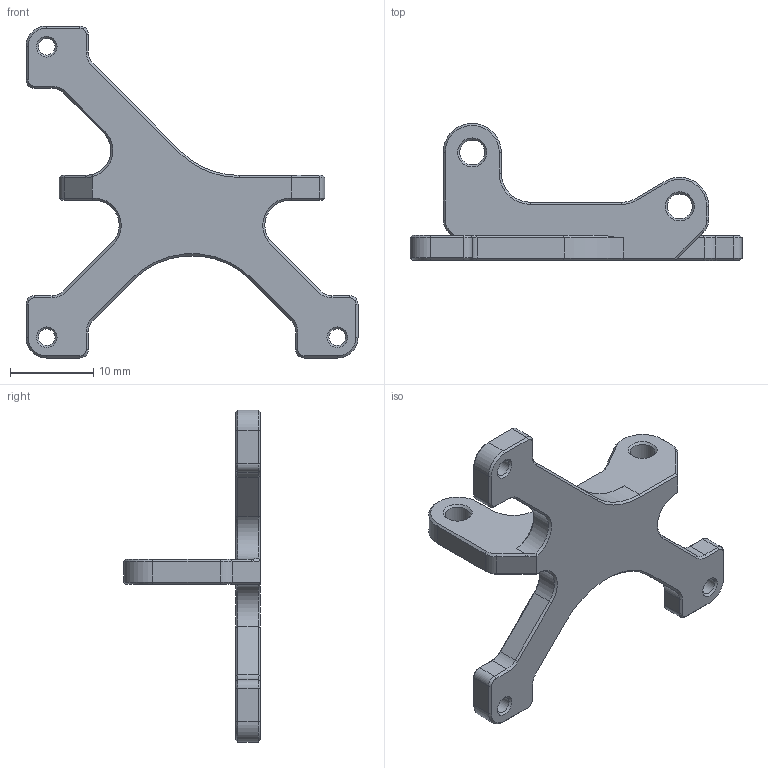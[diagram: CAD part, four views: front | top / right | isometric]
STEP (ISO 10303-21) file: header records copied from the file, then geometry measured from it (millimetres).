
FILE_DESCRIPTION(/* description */ (''),/* implementation_level */ '2;1');
FILE_NAME(/* name */ 'V6 PCF Fan Bracket.step',/* time_stamp */ '2019-07-31T12:58:25+01:00',/* author */ (''),/* organization */ (''),/* preprocessor_version */ 'ST-DEVELOPER v18',/* originating_system */ 'Autodesk Translation Framework v8.2.0.1029',/* authorisation */ '');
FILE_SCHEMA (('AUTOMOTIVE_DESIGN { 1 0 10303 214 3 1 1 }'));
Length unit declared in the file: millimetre
Products named in the file (2): V6 PCF Fan Bracket; V6 PCF Fan Bracket_1
Assembly tree (1 placements, depth 2):
  V6 PCF Fan Bracket
    V6 PCF Fan Bracket_1
Bounding box: 40 x 16.5 x 40 mm (x, y, z)
Volume: 2193 mm3; surface area: 2143.8 mm2
Topology: 1 solids, 1 shells, 176 faces, 413 edges, 239 vertices
Faces by surface type: plane 81, cone 62, cylinder 31, bspline 2
Full cylindrical faces by diameter (mm): 2 x3, 3 x2
Entity records: 5021 total; most frequent: CARTESIAN_POINT 898, DIRECTION 879, ORIENTED_EDGE 826, EDGE_CURVE 413, AXIS2_PLACEMENT_3D 302, LINE 275, VECTOR 275, VERTEX_POINT 239
